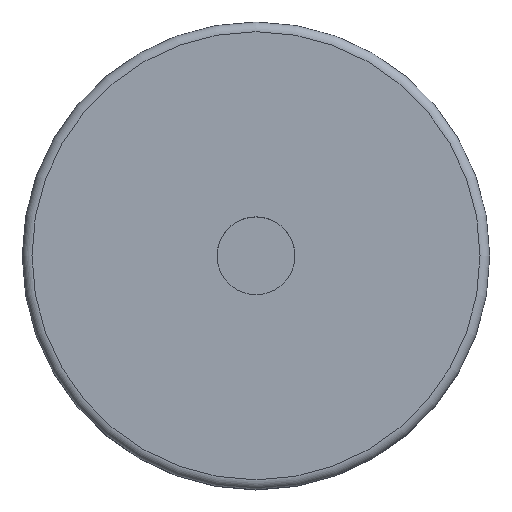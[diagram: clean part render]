
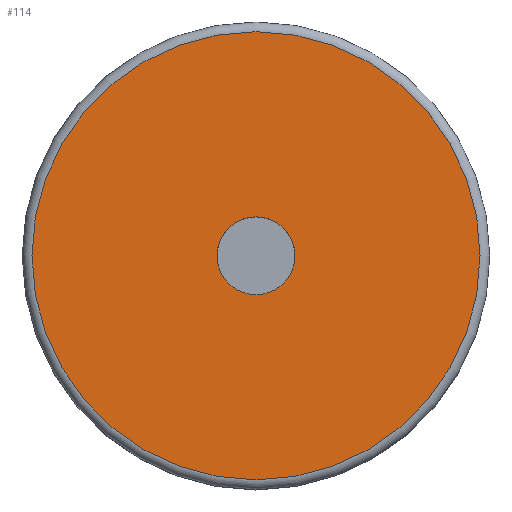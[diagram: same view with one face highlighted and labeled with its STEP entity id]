
A CAD part, top view. The second image highlights one B-rep face of the part: STEP entity #114.
In plain terms, the highlighted planar face has unit normal (0, 0, 1).
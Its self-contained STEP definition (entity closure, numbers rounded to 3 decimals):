
#78=CARTESIAN_POINT('',(0.,0.,4.99));
#79=DIRECTION('',(0.,0.,1.));
#80=DIRECTION('',(0.,1.,0.));
#81=AXIS2_PLACEMENT_3D('',#78,#79,#80);
#82=PLANE('',#81);
#83=CARTESIAN_POINT('',(1.655,-32.363,4.99));
#84=VERTEX_POINT('',#83);
#85=CARTESIAN_POINT('',(0.855,-31.563,4.99));
#86=VERTEX_POINT('',#85);
#87=CARTESIAN_POINT('',(0.855,-32.363,4.99));
#88=DIRECTION('',(0.,-0.,1.));
#89=DIRECTION('',(0.,1.,0.));
#90=AXIS2_PLACEMENT_3D('',#87,#88,#89);
#91=CIRCLE('',#90,0.8);
#92=EDGE_CURVE('',#84,#86,#91,.T.);
#93=ORIENTED_EDGE('',*,*,#92,.F.);
#94=CARTESIAN_POINT('',(0.855,-32.363,4.99));
#95=DIRECTION('',(0.,-0.,1.));
#96=DIRECTION('',(0.,1.,0.));
#97=AXIS2_PLACEMENT_3D('',#94,#95,#96);
#98=CIRCLE('',#97,0.8);
#99=EDGE_CURVE('',#86,#84,#98,.T.);
#100=ORIENTED_EDGE('',*,*,#99,.F.);
#101=EDGE_LOOP('',(#93,#100));
#102=FACE_BOUND('',#101,.T.);
#103=CARTESIAN_POINT('',(5.455,-32.363,4.99));
#104=VERTEX_POINT('',#103);
#105=CARTESIAN_POINT('',(0.855,-32.363,4.99));
#106=DIRECTION('',(0.,0.,1.));
#107=DIRECTION('',(1.,0.,-0.));
#108=AXIS2_PLACEMENT_3D('',#105,#106,#107);
#109=CIRCLE('',#108,4.6);
#110=EDGE_CURVE('',#104,#104,#109,.T.);
#111=ORIENTED_EDGE('',*,*,#110,.T.);
#112=EDGE_LOOP('',(#111));
#113=FACE_BOUND('',#112,.T.);
#114=ADVANCED_FACE('',(#102,#113),#82,.T.);
